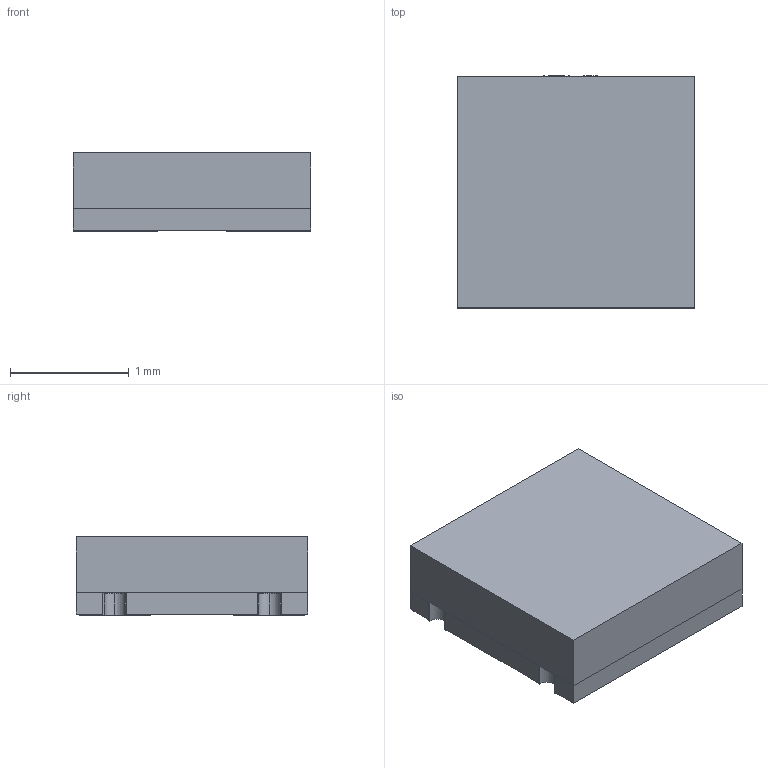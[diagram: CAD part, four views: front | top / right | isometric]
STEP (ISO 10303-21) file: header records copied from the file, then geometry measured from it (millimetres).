
FILE_DESCRIPTION (( 'STEP AP214' ), '1' );
FILE_NAME ('錨璃6.STEP', '2023-10-27T07:29:53', ( '' ), ( '' ), 'SwSTEP 2.0', 'SolidWorks 2020', '' );
FILE_SCHEMA (( 'AUTOMOTIVE_DESIGN' ));
Length unit declared in the file: millimetre
Products named in the file (1): 錨璃6
Bounding box: 2 x 1.95 x 0.66 mm (x, y, z)
Surface area: 25.9 mm2
Topology: 6 solids, 6 shells, 311 faces, 834 edges, 556 vertices
Faces by surface type: plane 191, bspline 98, cylinder 22
Entity records: 13664 total; most frequent: CARTESIAN_POINT 3008, ORIENTED_EDGE 1668, DIRECTION 1106, EDGE_CURVE 834, VECTOR 590, LINE 590, VERTEX_POINT 556, EDGE_LOOP 332
